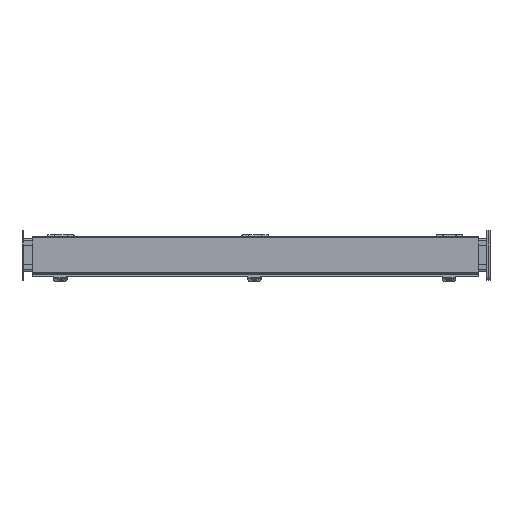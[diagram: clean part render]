
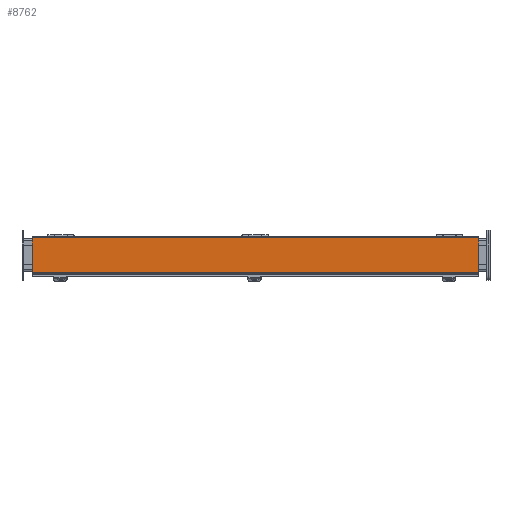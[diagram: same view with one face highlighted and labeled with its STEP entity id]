
A CAD part, top view. The second image highlights one B-rep face of the part: STEP entity #8762.
In plain terms, the highlighted planar face has unit normal (0, 0, 1).
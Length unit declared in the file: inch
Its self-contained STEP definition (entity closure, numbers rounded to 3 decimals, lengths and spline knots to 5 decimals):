
#320 = CARTESIAN_POINT ( 'NONE',  ( -17.218, -1.3305, 2.672 ) ) ;
#952 = ORIENTED_EDGE ( 'NONE', *, *, #17733, .T. ) ;
#1365 = EDGE_CURVE ( 'NONE', #6393, #15103, #17731, .T. ) ;
#1757 = CARTESIAN_POINT ( 'NONE',  ( -17.218, -1.4385, 2.672 ) ) ;
#1957 = VECTOR ( 'NONE', #12009, 39.37008 ) ;
#3126 = CARTESIAN_POINT ( 'NONE',  ( -17.218, -1.3305, 2.672 ) ) ;
#3171 = FACE_OUTER_BOUND ( 'NONE', #5584, .T. ) ;
#3416 = EDGE_CURVE ( 'NONE', #15103, #17616, #4525, .T. ) ;
#3618 = CARTESIAN_POINT ( 'NONE',  ( -17.218, 1.3285, 2.672 ) ) ;
#4525 = LINE ( 'NONE', #3126, #9496 ) ;
#4729 = VECTOR ( 'NONE', #18050, 39.37008 ) ;
#5575 = DIRECTION ( 'NONE',  ( 1., 0., 0. ) ) ;
#5584 = EDGE_LOOP ( 'NONE', ( #12045, #12913, #18296, #952 ) ) ;
#6390 = LINE ( 'NONE', #12133, #4729 ) ;
#6393 = VERTEX_POINT ( 'NONE', #3618 ) ;
#7295 = LINE ( 'NONE', #7667, #16160 ) ;
#7391 = PLANE ( 'NONE',  #7455 ) ;
#7455 = AXIS2_PLACEMENT_3D ( 'NONE', #1757, #13035, #7488 ) ;
#7488 = DIRECTION ( 'NONE',  ( 1., 0., 0. ) ) ;
#7667 = CARTESIAN_POINT ( 'NONE',  ( 17.25, -1.4385, 2.672 ) ) ;
#8371 = CARTESIAN_POINT ( 'NONE',  ( 17.25, 1.3285, 2.672 ) ) ;
#8762 = ADVANCED_FACE ( 'NONE', ( #3171 ), #7391, .T. ) ;
#8831 = EDGE_CURVE ( 'NONE', #17616, #14163, #7295, .T. ) ;
#9496 = VECTOR ( 'NONE', #5575, 39.37008 ) ;
#10131 = DIRECTION ( 'NONE',  ( 0., 1., 0. ) ) ;
#12009 = DIRECTION ( 'NONE',  ( 0., -1., 0. ) ) ;
#12045 = ORIENTED_EDGE ( 'NONE', *, *, #1365, .T. ) ;
#12133 = CARTESIAN_POINT ( 'NONE',  ( -17.218, 1.3285, 2.672 ) ) ;
#12913 = ORIENTED_EDGE ( 'NONE', *, *, #3416, .T. ) ;
#13035 = DIRECTION ( 'NONE',  ( 0., 0., 1. ) ) ;
#13149 = CARTESIAN_POINT ( 'NONE',  ( -17.218, -1.4385, 2.672 ) ) ;
#13283 = CARTESIAN_POINT ( 'NONE',  ( 17.25, -1.3305, 2.672 ) ) ;
#14163 = VERTEX_POINT ( 'NONE', #8371 ) ;
#15103 = VERTEX_POINT ( 'NONE', #320 ) ;
#16160 = VECTOR ( 'NONE', #10131, 39.37008 ) ;
#17616 = VERTEX_POINT ( 'NONE', #13283 ) ;
#17731 = LINE ( 'NONE', #13149, #1957 ) ;
#17733 = EDGE_CURVE ( 'NONE', #14163, #6393, #6390, .T. ) ;
#18050 = DIRECTION ( 'NONE',  ( -1., 0., 0. ) ) ;
#18296 = ORIENTED_EDGE ( 'NONE', *, *, #8831, .T. ) ;
